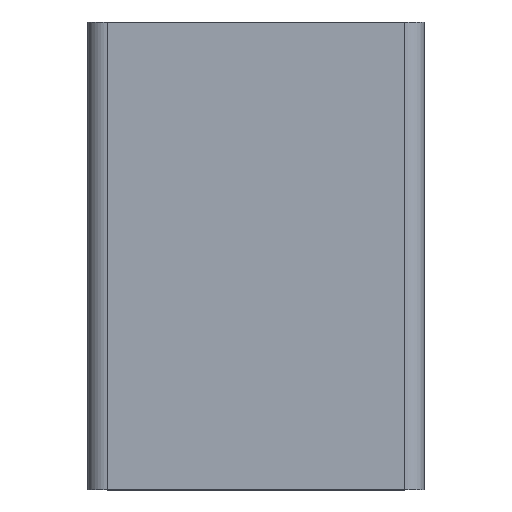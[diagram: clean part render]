
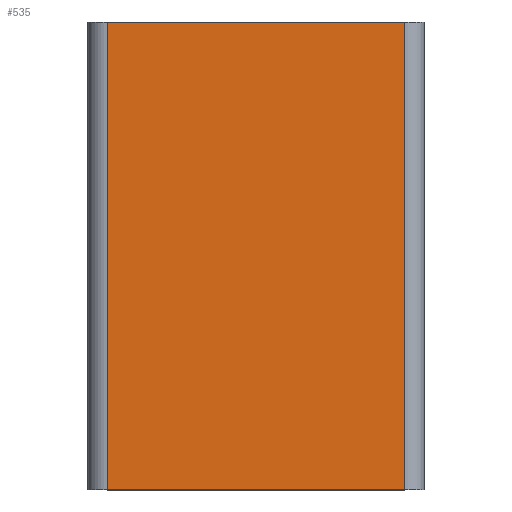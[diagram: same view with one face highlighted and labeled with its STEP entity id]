
A CAD part, top view. The second image highlights one B-rep face of the part: STEP entity #535.
In plain terms, the highlighted planar face has unit normal (0, 0, 1).
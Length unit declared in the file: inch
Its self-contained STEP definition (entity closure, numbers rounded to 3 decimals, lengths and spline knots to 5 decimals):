
#280=CARTESIAN_POINT('',(-1.90625,1.875,1.3125));
#281=VERTEX_POINT('',#280);
#299=CARTESIAN_POINT('',(-1.90625,-4.125,1.3125));
#300=VERTEX_POINT('',#299);
#308=CARTESIAN_POINT('',(-1.90625,-1.125,1.3125));
#309=DIRECTION('',(0.,1.,0.));
#310=VECTOR('',#309,1.);
#311=LINE('',#308,#310);
#312=EDGE_CURVE('',#300,#281,#311,.T.);
#481=CARTESIAN_POINT('',(1.90625,1.875,1.3125));
#482=VERTEX_POINT('',#481);
#490=CARTESIAN_POINT('',(1.90625,-4.125,1.3125));
#491=VERTEX_POINT('',#490);
#492=CARTESIAN_POINT('',(1.90625,-1.125,1.3125));
#493=DIRECTION('',(0.,-1.,0.));
#494=VECTOR('',#493,1.);
#495=LINE('',#492,#494);
#496=EDGE_CURVE('',#482,#491,#495,.T.);
#514=CARTESIAN_POINT('',(-1.90625,1.875,1.3125));
#515=DIRECTION('',(-1.,0.,0.));
#516=VECTOR('',#515,1.);
#517=LINE('',#514,#516);
#518=EDGE_CURVE('',#482,#281,#517,.T.);
#519=ORIENTED_EDGE('',*,*,#518,.T.);
#520=ORIENTED_EDGE('',*,*,#312,.F.);
#521=CARTESIAN_POINT('',(-1.90625,-4.125,1.3125));
#522=DIRECTION('',(1.,0.,0.));
#523=VECTOR('',#522,1.);
#524=LINE('',#521,#523);
#525=EDGE_CURVE('',#300,#491,#524,.T.);
#526=ORIENTED_EDGE('',*,*,#525,.T.);
#527=ORIENTED_EDGE('',*,*,#496,.F.);
#528=EDGE_LOOP('',(#519,#520,#526,#527));
#529=FACE_OUTER_BOUND('',#528,.T.);
#530=CARTESIAN_POINT('',(0.,-1.125,1.3125));
#531=DIRECTION('',(0.,0.,1.));
#532=DIRECTION('',(1.,0.,0.));
#533=AXIS2_PLACEMENT_3D('',#530,#531,#532);
#534=PLANE('',#533);
#535=ADVANCED_FACE('',(#529),#534,.T.);
